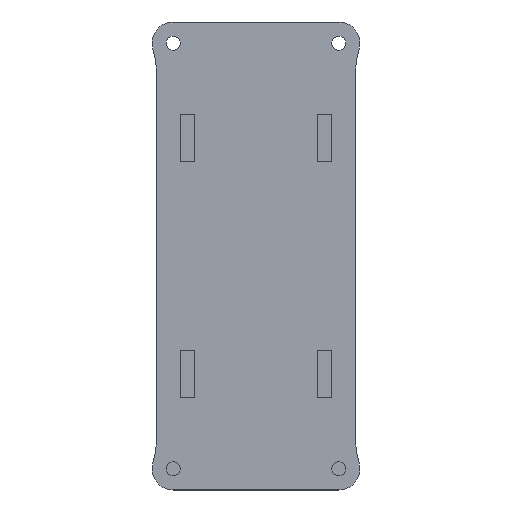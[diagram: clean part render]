
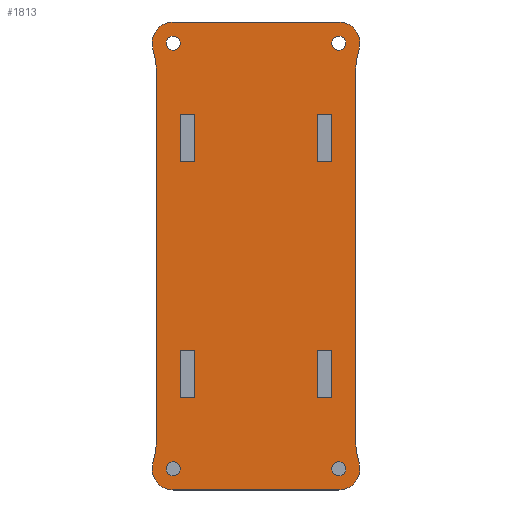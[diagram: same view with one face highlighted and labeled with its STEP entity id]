
A CAD part, top view. The second image highlights one B-rep face of the part: STEP entity #1813.
In plain terms, the highlighted planar face has unit normal (0, 0, 1).
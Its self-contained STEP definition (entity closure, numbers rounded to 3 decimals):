
#43=FACE_BOUND('',#687,.T.);
#44=FACE_BOUND('',#688,.T.);
#45=FACE_BOUND('',#689,.T.);
#46=FACE_BOUND('',#690,.T.);
#47=FACE_BOUND('',#691,.T.);
#48=FACE_BOUND('',#692,.T.);
#49=FACE_BOUND('',#693,.T.);
#50=FACE_BOUND('',#694,.T.);
#93=PLANE('',#1976);
#139=LINE('',#3019,#324);
#245=LINE('',#3366,#430);
#248=LINE('',#3380,#433);
#249=LINE('',#3385,#434);
#250=LINE('',#3388,#435);
#251=LINE('',#3390,#436);
#252=LINE('',#3392,#437);
#253=LINE('',#3393,#438);
#254=LINE('',#3396,#439);
#255=LINE('',#3398,#440);
#256=LINE('',#3400,#441);
#257=LINE('',#3401,#442);
#258=LINE('',#3404,#443);
#259=LINE('',#3406,#444);
#260=LINE('',#3408,#445);
#261=LINE('',#3409,#446);
#262=LINE('',#3412,#447);
#263=LINE('',#3414,#448);
#264=LINE('',#3416,#449);
#265=LINE('',#3417,#450);
#324=VECTOR('',#2092,10.);
#430=VECTOR('',#2334,10.);
#433=VECTOR('',#2351,10.);
#434=VECTOR('',#2356,10.);
#435=VECTOR('',#2357,10.);
#436=VECTOR('',#2358,10.);
#437=VECTOR('',#2359,10.);
#438=VECTOR('',#2360,10.);
#439=VECTOR('',#2361,10.);
#440=VECTOR('',#2362,10.);
#441=VECTOR('',#2363,10.);
#442=VECTOR('',#2364,10.);
#443=VECTOR('',#2365,10.);
#444=VECTOR('',#2366,10.);
#445=VECTOR('',#2367,10.);
#446=VECTOR('',#2368,10.);
#447=VECTOR('',#2369,10.);
#448=VECTOR('',#2370,10.);
#449=VECTOR('',#2371,10.);
#450=VECTOR('',#2372,10.);
#577=FACE_OUTER_BOUND('',#686,.T.);
#686=EDGE_LOOP('',(#1563,#1564,#1565,#1566,#1567,#1568,#1569,#1570,#1571,
#1572,#1573,#1574));
#687=EDGE_LOOP('',(#1575));
#688=EDGE_LOOP('',(#1576));
#689=EDGE_LOOP('',(#1577));
#690=EDGE_LOOP('',(#1578));
#691=EDGE_LOOP('',(#1579,#1580,#1581,#1582));
#692=EDGE_LOOP('',(#1583,#1584,#1585,#1586));
#693=EDGE_LOOP('',(#1587,#1588,#1589,#1590));
#694=EDGE_LOOP('',(#1591,#1592,#1593,#1594));
#752=CIRCLE('',#1911,1.5);
#754=CIRCLE('',#1914,1.5);
#756=CIRCLE('',#1917,1.5);
#758=CIRCLE('',#1920,1.5);
#772=CIRCLE('',#1968,20.);
#773=CIRCLE('',#1970,4.5);
#774=CIRCLE('',#1973,4.5);
#775=CIRCLE('',#1975,20.);
#776=CIRCLE('',#1977,20.);
#777=CIRCLE('',#1978,4.5);
#778=CIRCLE('',#1979,4.5);
#779=CIRCLE('',#1980,20.);
#833=VERTEX_POINT('',#3016);
#834=VERTEX_POINT('',#3018);
#843=VERTEX_POINT('',#3041);
#845=VERTEX_POINT('',#3047);
#847=VERTEX_POINT('',#3053);
#849=VERTEX_POINT('',#3059);
#924=VERTEX_POINT('',#3355);
#925=VERTEX_POINT('',#3356);
#926=VERTEX_POINT('',#3361);
#927=VERTEX_POINT('',#3365);
#928=VERTEX_POINT('',#3369);
#929=VERTEX_POINT('',#3375);
#930=VERTEX_POINT('',#3377);
#931=VERTEX_POINT('',#3379);
#932=VERTEX_POINT('',#3381);
#933=VERTEX_POINT('',#3383);
#934=VERTEX_POINT('',#3386);
#935=VERTEX_POINT('',#3387);
#936=VERTEX_POINT('',#3389);
#937=VERTEX_POINT('',#3391);
#938=VERTEX_POINT('',#3394);
#939=VERTEX_POINT('',#3395);
#940=VERTEX_POINT('',#3397);
#941=VERTEX_POINT('',#3399);
#942=VERTEX_POINT('',#3402);
#943=VERTEX_POINT('',#3403);
#944=VERTEX_POINT('',#3405);
#945=VERTEX_POINT('',#3407);
#946=VERTEX_POINT('',#3410);
#947=VERTEX_POINT('',#3411);
#948=VERTEX_POINT('',#3413);
#949=VERTEX_POINT('',#3415);
#1017=EDGE_CURVE('',#834,#833,#139,.T.);
#1028=EDGE_CURVE('',#843,#843,#752,.T.);
#1031=EDGE_CURVE('',#845,#845,#754,.T.);
#1034=EDGE_CURVE('',#847,#847,#756,.T.);
#1037=EDGE_CURVE('',#849,#849,#758,.T.);
#1147=EDGE_CURVE('',#924,#925,#772,.T.);
#1150=EDGE_CURVE('',#924,#926,#773,.T.);
#1152=EDGE_CURVE('',#926,#927,#245,.T.);
#1154=EDGE_CURVE('',#927,#928,#774,.T.);
#1156=EDGE_CURVE('',#834,#928,#775,.T.);
#1157=EDGE_CURVE('',#929,#833,#776,.T.);
#1158=EDGE_CURVE('',#929,#930,#777,.T.);
#1159=EDGE_CURVE('',#930,#931,#248,.T.);
#1160=EDGE_CURVE('',#931,#932,#778,.T.);
#1161=EDGE_CURVE('',#933,#932,#779,.T.);
#1162=EDGE_CURVE('',#933,#925,#249,.T.);
#1163=EDGE_CURVE('',#934,#935,#250,.T.);
#1164=EDGE_CURVE('',#935,#936,#251,.T.);
#1165=EDGE_CURVE('',#936,#937,#252,.T.);
#1166=EDGE_CURVE('',#937,#934,#253,.T.);
#1167=EDGE_CURVE('',#938,#939,#254,.T.);
#1168=EDGE_CURVE('',#939,#940,#255,.T.);
#1169=EDGE_CURVE('',#940,#941,#256,.T.);
#1170=EDGE_CURVE('',#941,#938,#257,.T.);
#1171=EDGE_CURVE('',#942,#943,#258,.T.);
#1172=EDGE_CURVE('',#943,#944,#259,.T.);
#1173=EDGE_CURVE('',#944,#945,#260,.T.);
#1174=EDGE_CURVE('',#945,#942,#261,.T.);
#1175=EDGE_CURVE('',#946,#947,#262,.T.);
#1176=EDGE_CURVE('',#947,#948,#263,.T.);
#1177=EDGE_CURVE('',#948,#949,#264,.T.);
#1178=EDGE_CURVE('',#949,#946,#265,.T.);
#1563=ORIENTED_EDGE('',*,*,#1147,.F.);
#1564=ORIENTED_EDGE('',*,*,#1150,.T.);
#1565=ORIENTED_EDGE('',*,*,#1152,.T.);
#1566=ORIENTED_EDGE('',*,*,#1154,.T.);
#1567=ORIENTED_EDGE('',*,*,#1156,.F.);
#1568=ORIENTED_EDGE('',*,*,#1017,.T.);
#1569=ORIENTED_EDGE('',*,*,#1157,.F.);
#1570=ORIENTED_EDGE('',*,*,#1158,.T.);
#1571=ORIENTED_EDGE('',*,*,#1159,.T.);
#1572=ORIENTED_EDGE('',*,*,#1160,.T.);
#1573=ORIENTED_EDGE('',*,*,#1161,.F.);
#1574=ORIENTED_EDGE('',*,*,#1162,.T.);
#1575=ORIENTED_EDGE('',*,*,#1028,.T.);
#1576=ORIENTED_EDGE('',*,*,#1031,.T.);
#1577=ORIENTED_EDGE('',*,*,#1034,.T.);
#1578=ORIENTED_EDGE('',*,*,#1037,.T.);
#1579=ORIENTED_EDGE('',*,*,#1163,.T.);
#1580=ORIENTED_EDGE('',*,*,#1164,.T.);
#1581=ORIENTED_EDGE('',*,*,#1165,.T.);
#1582=ORIENTED_EDGE('',*,*,#1166,.T.);
#1583=ORIENTED_EDGE('',*,*,#1167,.T.);
#1584=ORIENTED_EDGE('',*,*,#1168,.T.);
#1585=ORIENTED_EDGE('',*,*,#1169,.T.);
#1586=ORIENTED_EDGE('',*,*,#1170,.T.);
#1587=ORIENTED_EDGE('',*,*,#1171,.T.);
#1588=ORIENTED_EDGE('',*,*,#1172,.T.);
#1589=ORIENTED_EDGE('',*,*,#1173,.T.);
#1590=ORIENTED_EDGE('',*,*,#1174,.T.);
#1591=ORIENTED_EDGE('',*,*,#1175,.T.);
#1592=ORIENTED_EDGE('',*,*,#1176,.T.);
#1593=ORIENTED_EDGE('',*,*,#1177,.T.);
#1594=ORIENTED_EDGE('',*,*,#1178,.T.);
#1813=ADVANCED_FACE('',(#577,#43,#44,#45,#46,#47,#48,#49,#50),#93,.T.);
#1911=AXIS2_PLACEMENT_3D('',#3042,#2113,#2114);
#1914=AXIS2_PLACEMENT_3D('',#3048,#2120,#2121);
#1917=AXIS2_PLACEMENT_3D('',#3054,#2127,#2128);
#1920=AXIS2_PLACEMENT_3D('',#3060,#2134,#2135);
#1968=AXIS2_PLACEMENT_3D('',#3357,#2323,#2324);
#1970=AXIS2_PLACEMENT_3D('',#3362,#2329,#2330);
#1973=AXIS2_PLACEMENT_3D('',#3370,#2338,#2339);
#1975=AXIS2_PLACEMENT_3D('',#3373,#2343,#2344);
#1976=AXIS2_PLACEMENT_3D('',#3374,#2345,#2346);
#1977=AXIS2_PLACEMENT_3D('',#3376,#2347,#2348);
#1978=AXIS2_PLACEMENT_3D('',#3378,#2349,#2350);
#1979=AXIS2_PLACEMENT_3D('',#3382,#2352,#2353);
#1980=AXIS2_PLACEMENT_3D('',#3384,#2354,#2355);
#2092=DIRECTION('',(0.,-1.,0.));
#2113=DIRECTION('center_axis',(0.,0.,-1.));
#2114=DIRECTION('ref_axis',(-1.,0.,0.));
#2120=DIRECTION('center_axis',(0.,0.,-1.));
#2121=DIRECTION('ref_axis',(-1.,0.,0.));
#2127=DIRECTION('center_axis',(0.,0.,-1.));
#2128=DIRECTION('ref_axis',(-1.,0.,0.));
#2134=DIRECTION('center_axis',(0.,0.,-1.));
#2135=DIRECTION('ref_axis',(-1.,0.,0.));
#2323=DIRECTION('center_axis',(0.,0.,1.));
#2324=DIRECTION('ref_axis',(-0.959,0.283,0.));
#2329=DIRECTION('center_axis',(0.,0.,1.));
#2330=DIRECTION('ref_axis',(-1.,0.,0.));
#2334=DIRECTION('',(-1.,0.,0.));
#2338=DIRECTION('center_axis',(0.,0.,1.));
#2339=DIRECTION('ref_axis',(-1.,0.,0.));
#2343=DIRECTION('center_axis',(0.,0.,1.));
#2344=DIRECTION('ref_axis',(1.,0.,0.));
#2345=DIRECTION('center_axis',(0.,0.,1.));
#2346=DIRECTION('ref_axis',(1.,0.,0.));
#2347=DIRECTION('center_axis',(0.,0.,1.));
#2348=DIRECTION('ref_axis',(0.959,-0.283,0.));
#2349=DIRECTION('center_axis',(0.,0.,1.));
#2350=DIRECTION('ref_axis',(-1.,0.,0.));
#2351=DIRECTION('',(1.,0.,0.));
#2352=DIRECTION('center_axis',(0.,0.,1.));
#2353=DIRECTION('ref_axis',(-1.,0.,0.));
#2354=DIRECTION('center_axis',(0.,0.,1.));
#2355=DIRECTION('ref_axis',(-1.,0.,0.));
#2356=DIRECTION('',(0.,1.,0.));
#2357=DIRECTION('',(-1.,0.,0.));
#2358=DIRECTION('',(0.,1.,0.));
#2359=DIRECTION('',(1.,0.,0.));
#2360=DIRECTION('',(0.,-1.,0.));
#2361=DIRECTION('',(-1.,0.,0.));
#2362=DIRECTION('',(0.,1.,0.));
#2363=DIRECTION('',(1.,0.,0.));
#2364=DIRECTION('',(0.,-1.,0.));
#2365=DIRECTION('',(0.,1.,0.));
#2366=DIRECTION('',(1.,0.,0.));
#2367=DIRECTION('',(0.,-1.,0.));
#2368=DIRECTION('',(-1.,0.,0.));
#2369=DIRECTION('',(0.,-1.,0.));
#2370=DIRECTION('',(-1.,0.,0.));
#2371=DIRECTION('',(0.,1.,0.));
#2372=DIRECTION('',(1.,0.,0.));
#3016=CARTESIAN_POINT('',(0.,-86.072,5.));
#3018=CARTESIAN_POINT('',(0.,-9.928,5.));
#3019=CARTESIAN_POINT('',(0.,-96.,5.));
#3041=CARTESIAN_POINT('',(40.,-93.,5.));
#3042=CARTESIAN_POINT('Origin',(38.5,-93.,5.));
#3047=CARTESIAN_POINT('',(40.,-3.,5.));
#3048=CARTESIAN_POINT('Origin',(38.5,-3.,5.));
#3053=CARTESIAN_POINT('',(5.,-93.,5.));
#3054=CARTESIAN_POINT('Origin',(3.5,-93.,5.));
#3059=CARTESIAN_POINT('',(5.,-3.,5.));
#3060=CARTESIAN_POINT('Origin',(3.5,-3.,5.));
#3355=CARTESIAN_POINT('',(42.816,-4.273,5.));
#3356=CARTESIAN_POINT('',(42.,-9.928,5.));
#3357=CARTESIAN_POINT('Origin',(62.,-9.928,5.));
#3361=CARTESIAN_POINT('',(38.5,1.5,5.));
#3362=CARTESIAN_POINT('Origin',(38.5,-3.,5.));
#3365=CARTESIAN_POINT('',(3.5,1.5,5.));
#3366=CARTESIAN_POINT('',(38.5,1.5,5.));
#3369=CARTESIAN_POINT('',(-0.816,-4.273,5.));
#3370=CARTESIAN_POINT('Origin',(3.5,-3.,5.));
#3373=CARTESIAN_POINT('Origin',(-20.,-9.928,5.));
#3374=CARTESIAN_POINT('Origin',(21.,-48.,5.));
#3375=CARTESIAN_POINT('',(-0.816,-91.727,5.));
#3376=CARTESIAN_POINT('Origin',(-20.,-86.072,5.));
#3377=CARTESIAN_POINT('',(3.5,-97.5,5.));
#3378=CARTESIAN_POINT('Origin',(3.5,-93.,5.));
#3379=CARTESIAN_POINT('',(38.5,-97.5,5.));
#3380=CARTESIAN_POINT('',(3.5,-97.5,5.));
#3381=CARTESIAN_POINT('',(42.816,-91.727,5.));
#3382=CARTESIAN_POINT('Origin',(38.5,-93.,5.));
#3383=CARTESIAN_POINT('',(42.,-86.072,5.));
#3384=CARTESIAN_POINT('Origin',(62.,-86.072,5.));
#3385=CARTESIAN_POINT('',(42.,0.,5.));
#3386=CARTESIAN_POINT('',(37.,-78.,5.));
#3387=CARTESIAN_POINT('',(34.,-78.,5.));
#3388=CARTESIAN_POINT('',(37.,-78.,5.));
#3389=CARTESIAN_POINT('',(34.,-68.,5.));
#3390=CARTESIAN_POINT('',(34.,-78.,5.));
#3391=CARTESIAN_POINT('',(37.,-68.,5.));
#3392=CARTESIAN_POINT('',(34.,-68.,5.));
#3393=CARTESIAN_POINT('',(37.,-68.,5.));
#3394=CARTESIAN_POINT('',(8.,-28.,5.));
#3395=CARTESIAN_POINT('',(5.,-28.,5.));
#3396=CARTESIAN_POINT('',(8.,-28.,5.));
#3397=CARTESIAN_POINT('',(5.,-18.,5.));
#3398=CARTESIAN_POINT('',(5.,-28.,5.));
#3399=CARTESIAN_POINT('',(8.,-18.,5.));
#3400=CARTESIAN_POINT('',(5.,-18.,5.));
#3401=CARTESIAN_POINT('',(8.,-18.,5.));
#3402=CARTESIAN_POINT('',(34.,-28.,5.));
#3403=CARTESIAN_POINT('',(34.,-18.,5.));
#3404=CARTESIAN_POINT('',(34.,-18.,5.));
#3405=CARTESIAN_POINT('',(37.,-18.,5.));
#3406=CARTESIAN_POINT('',(37.,-18.,5.));
#3407=CARTESIAN_POINT('',(37.,-28.,5.));
#3408=CARTESIAN_POINT('',(37.,-28.,5.));
#3409=CARTESIAN_POINT('',(34.,-28.,5.));
#3410=CARTESIAN_POINT('',(8.,-68.,5.));
#3411=CARTESIAN_POINT('',(8.,-78.,5.));
#3412=CARTESIAN_POINT('',(8.,-78.,5.));
#3413=CARTESIAN_POINT('',(5.,-78.,5.));
#3414=CARTESIAN_POINT('',(5.,-78.,5.));
#3415=CARTESIAN_POINT('',(5.,-68.,5.));
#3416=CARTESIAN_POINT('',(5.,-68.,5.));
#3417=CARTESIAN_POINT('',(8.,-68.,5.));
